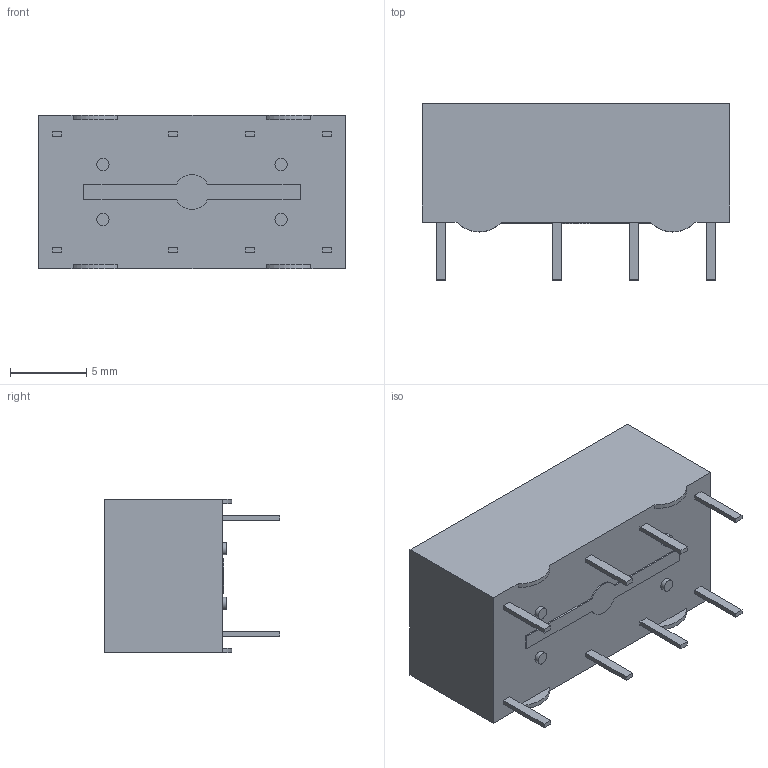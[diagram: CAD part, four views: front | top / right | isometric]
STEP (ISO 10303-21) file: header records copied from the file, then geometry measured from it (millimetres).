
FILE_DESCRIPTION(/* description */ ('STEP AP214'),/* implementation_level */ '2;1');
FILE_NAME(/* name */ 'G6AU_274P_ST_US.stp',/* time_stamp */ '2022-03-01T16:04:56+01:00',/* author */ ('Tilman Preuschoff'),/* organization */ (' '),/* preprocessor_version */ 'ST-DEVELOPER v18.1',/* originating_system */ 'Autodesk Inventor 2021',/* authorisation */ '');
FILE_SCHEMA (('AUTOMOTIVE_DESIGN { 1 0 10303 214 3 1 1 }'));
Length unit declared in the file: millimetre
Products named in the file (1): G6AU_274P_ST_US
Bounding box: 20.2 x 11.56 x 10.1 mm (x, y, z)
Volume: 1591.8 mm3; surface area: 951.8 mm2
Topology: 1 solids, 1 shells, 76 faces, 180 edges, 120 vertices
Faces by surface type: plane 66, cylinder 10
Full cylindrical faces by diameter (mm): 0.8 x4
Entity records: 2250 total; most frequent: CARTESIAN_POINT 377, ORIENTED_EDGE 360, DIRECTION 354, EDGE_CURVE 180, LINE 160, VECTOR 160, VERTEX_POINT 120, AXIS2_PLACEMENT_3D 97
